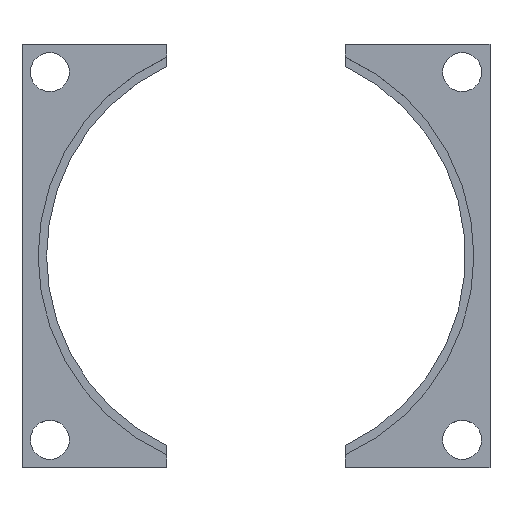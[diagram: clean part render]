
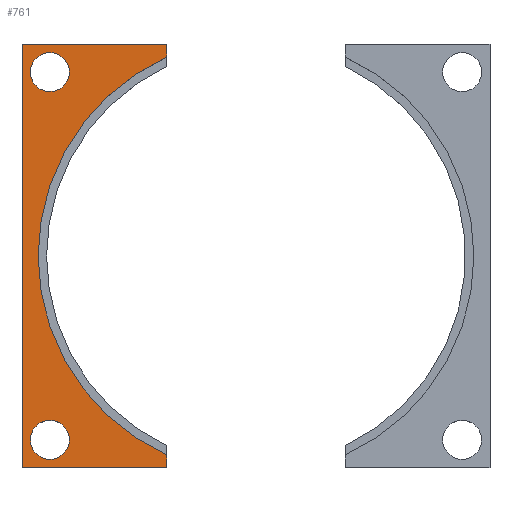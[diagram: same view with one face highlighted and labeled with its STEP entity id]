
A CAD part, top view. The second image highlights one B-rep face of the part: STEP entity #761.
In plain terms, the highlighted planar face has unit normal (0, 0, 1).
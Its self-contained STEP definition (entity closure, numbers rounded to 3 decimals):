
#17 = ORIENTED_EDGE ( 'NONE', *, *, #410, .F. ) ;
#29 = AXIS2_PLACEMENT_3D ( 'NONE', #809, #346, #893 ) ;
#32 = FACE_OUTER_BOUND ( 'NONE', #777, .T. ) ;
#37 = ORIENTED_EDGE ( 'NONE', *, *, #939, .T. ) ;
#42 = CARTESIAN_POINT ( 'NONE',  ( -83.75, -82.5, 13. ) ) ;
#64 = VERTEX_POINT ( 'NONE', #787 ) ;
#65 = ORIENTED_EDGE ( 'NONE', *, *, #229, .F. ) ;
#68 = AXIS2_PLACEMENT_3D ( 'NONE', #163, #715, #240 ) ;
#69 = VECTOR ( 'NONE', #746, 1000. ) ;
#81 = LINE ( 'NONE', #494, #109 ) ;
#109 = VECTOR ( 'NONE', #575, 1000. ) ;
#116 = CARTESIAN_POINT ( 'NONE',  ( -83.75, 82.5, 13. ) ) ;
#119 = DIRECTION ( 'NONE',  ( 0., 0., 1. ) ) ;
#124 = CIRCLE ( 'NONE', #147, 8.75 ) ;
#142 = ORIENTED_EDGE ( 'NONE', *, *, #729, .F. ) ;
#147 = AXIS2_PLACEMENT_3D ( 'NONE', #586, #119, #667 ) ;
#163 = CARTESIAN_POINT ( 'NONE',  ( -92.5, -82.5, 13. ) ) ;
#190 = VECTOR ( 'NONE', #876, 1000. ) ;
#199 = CARTESIAN_POINT ( 'NONE',  ( -40., -95., 13. ) ) ;
#229 = EDGE_CURVE ( 'NONE', #380, #331, #926, .T. ) ;
#236 = FACE_BOUND ( 'NONE', #401, .T. ) ;
#240 = DIRECTION ( 'NONE',  ( 1., 0., 0. ) ) ;
#244 = CARTESIAN_POINT ( 'NONE',  ( 0., 0., 13. ) ) ;
#250 = EDGE_CURVE ( 'NONE', #702, #739, #81, .T. ) ;
#259 = CARTESIAN_POINT ( 'NONE',  ( -101.25, -82.5, 13. ) ) ;
#269 = ORIENTED_EDGE ( 'NONE', *, *, #570, .T. ) ;
#271 = CARTESIAN_POINT ( 'NONE',  ( -40., -95., 13. ) ) ;
#274 = EDGE_CURVE ( 'NONE', #543, #856, #691, .T. ) ;
#296 = CIRCLE ( 'NONE', #68, 8.75 ) ;
#313 = AXIS2_PLACEMENT_3D ( 'NONE', #894, #423, #978 ) ;
#323 = DIRECTION ( 'NONE',  ( 0., 0., 1. ) ) ;
#324 = PLANE ( 'NONE',  #383 ) ;
#331 = VERTEX_POINT ( 'NONE', #426 ) ;
#333 = ORIENTED_EDGE ( 'NONE', *, *, #274, .F. ) ;
#346 = DIRECTION ( 'NONE',  ( 0., 0., 1. ) ) ;
#354 = DIRECTION ( 'NONE',  ( 0., 1., 0. ) ) ;
#357 = CIRCLE ( 'NONE', #29, 8.75 ) ;
#360 = DIRECTION ( 'NONE',  ( 1., 0., 0. ) ) ;
#380 = VERTEX_POINT ( 'NONE', #490 ) ;
#383 = AXIS2_PLACEMENT_3D ( 'NONE', #244, #323, #404 ) ;
#401 = EDGE_LOOP ( 'NONE', ( #142, #333 ) ) ;
#404 = DIRECTION ( 'NONE',  ( 1., 0., 0. ) ) ;
#410 = EDGE_CURVE ( 'NONE', #765, #462, #357, .T. ) ;
#420 = DIRECTION ( 'NONE',  ( 0., 0., 1. ) ) ;
#421 = AXIS2_PLACEMENT_3D ( 'NONE', #891, #420, #970 ) ;
#423 = DIRECTION ( 'NONE',  ( 0., 0., 1. ) ) ;
#426 = CARTESIAN_POINT ( 'NONE',  ( -40., -89.191, 13. ) ) ;
#428 = FACE_BOUND ( 'NONE', #664, .T. ) ;
#455 = CARTESIAN_POINT ( 'NONE',  ( -105., 95., 13. ) ) ;
#462 = VERTEX_POINT ( 'NONE', #116 ) ;
#469 = EDGE_CURVE ( 'NONE', #64, #331, #721, .T. ) ;
#482 = EDGE_CURVE ( 'NONE', #462, #765, #124, .T. ) ;
#490 = CARTESIAN_POINT ( 'NONE',  ( -40., 89.191, 13. ) ) ;
#494 = CARTESIAN_POINT ( 'NONE',  ( -105., -95., 13. ) ) ;
#543 = VERTEX_POINT ( 'NONE', #42 ) ;
#564 = CARTESIAN_POINT ( 'NONE',  ( -40., 95., 13. ) ) ;
#570 = EDGE_CURVE ( 'NONE', #739, #64, #618, .T. ) ;
#575 = DIRECTION ( 'NONE',  ( 0., -1., 0. ) ) ;
#586 = CARTESIAN_POINT ( 'NONE',  ( -92.5, 82.5, 13. ) ) ;
#612 = CARTESIAN_POINT ( 'NONE',  ( -40., 95., 13. ) ) ;
#618 = LINE ( 'NONE', #199, #644 ) ;
#632 = ORIENTED_EDGE ( 'NONE', *, *, #469, .T. ) ;
#644 = VECTOR ( 'NONE', #360, 1000. ) ;
#664 = EDGE_LOOP ( 'NONE', ( #17, #1017 ) ) ;
#665 = CARTESIAN_POINT ( 'NONE',  ( -40., 85.065, 13. ) ) ;
#667 = DIRECTION ( 'NONE',  ( 1., 0., 0. ) ) ;
#691 = CIRCLE ( 'NONE', #313, 8.75 ) ;
#702 = VERTEX_POINT ( 'NONE', #455 ) ;
#715 = DIRECTION ( 'NONE',  ( 0., 0., 1. ) ) ;
#721 = LINE ( 'NONE', #271, #774 ) ;
#722 = VERTEX_POINT ( 'NONE', #612 ) ;
#729 = EDGE_CURVE ( 'NONE', #856, #543, #296, .T. ) ;
#739 = VERTEX_POINT ( 'NONE', #788 ) ;
#746 = DIRECTION ( 'NONE',  ( 0., 1., 0. ) ) ;
#761 = ADVANCED_FACE ( 'NONE', ( #32, #428, #236 ), #324, .T. ) ;
#765 = VERTEX_POINT ( 'NONE', #794 ) ;
#766 = ORIENTED_EDGE ( 'NONE', *, *, #250, .T. ) ;
#774 = VECTOR ( 'NONE', #354, 1000. ) ;
#777 = EDGE_LOOP ( 'NONE', ( #65, #37, #957, #766, #269, #632 ) ) ;
#778 = EDGE_CURVE ( 'NONE', #722, #702, #815, .T. ) ;
#787 = CARTESIAN_POINT ( 'NONE',  ( -40., -95., 13. ) ) ;
#788 = CARTESIAN_POINT ( 'NONE',  ( -105., -95., 13. ) ) ;
#794 = CARTESIAN_POINT ( 'NONE',  ( -101.25, 82.5, 13. ) ) ;
#809 = CARTESIAN_POINT ( 'NONE',  ( -92.5, 82.5, 13. ) ) ;
#815 = LINE ( 'NONE', #564, #190 ) ;
#856 = VERTEX_POINT ( 'NONE', #259 ) ;
#876 = DIRECTION ( 'NONE',  ( -1., 0., 0. ) ) ;
#877 = LINE ( 'NONE', #665, #69 ) ;
#891 = CARTESIAN_POINT ( 'NONE',  ( 0., 0., 13. ) ) ;
#893 = DIRECTION ( 'NONE',  ( 1., 0., 0. ) ) ;
#894 = CARTESIAN_POINT ( 'NONE',  ( -92.5, -82.5, 13. ) ) ;
#926 = CIRCLE ( 'NONE', #421, 97.75 ) ;
#939 = EDGE_CURVE ( 'NONE', #380, #722, #877, .T. ) ;
#957 = ORIENTED_EDGE ( 'NONE', *, *, #778, .T. ) ;
#970 = DIRECTION ( 'NONE',  ( 1., 0., 0. ) ) ;
#978 = DIRECTION ( 'NONE',  ( 1., 0., 0. ) ) ;
#1017 = ORIENTED_EDGE ( 'NONE', *, *, #482, .F. ) ;
